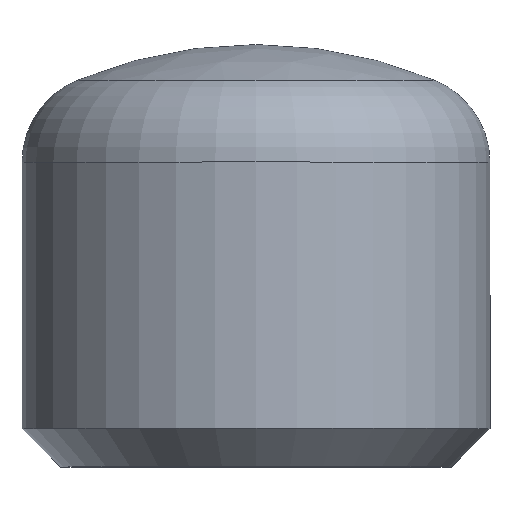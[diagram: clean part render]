
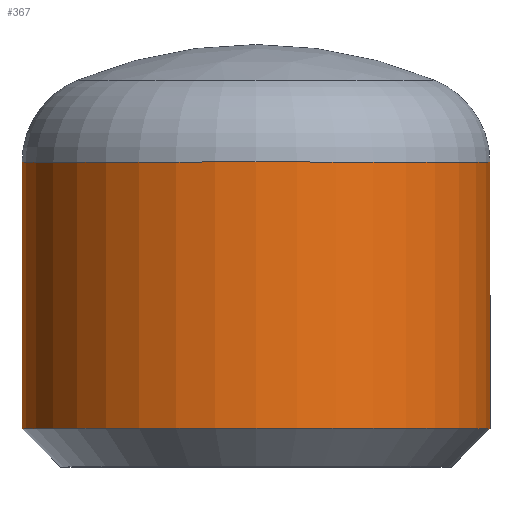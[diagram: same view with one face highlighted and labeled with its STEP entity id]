
A CAD part, top view. The second image highlights one B-rep face of the part: STEP entity #367.
In plain terms, the highlighted cylindrical face has radius 21.1 mm (diameter 42.2 mm), a partial arc.
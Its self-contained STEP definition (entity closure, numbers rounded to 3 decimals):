
#3 = DIRECTION ( 'NONE',  ( 1., 0., 0. ) ) ;
#34 = DIRECTION ( 'NONE',  ( 0., 1., 0. ) ) ;
#36 = DIRECTION ( 'NONE',  ( 0., 1., 0. ) ) ;
#66 = VERTEX_POINT ( 'NONE', #251 ) ;
#80 = EDGE_CURVE ( 'NONE', #66, #421, #186, .T. ) ;
#84 = CARTESIAN_POINT ( 'NONE',  ( 21.1, 3.46, 0. ) ) ;
#85 = EDGE_CURVE ( 'NONE', #66, #454, #286, .T. ) ;
#88 = LINE ( 'NONE', #445, #132 ) ;
#128 = ORIENTED_EDGE ( 'NONE', *, *, #85, .T. ) ;
#132 = VECTOR ( 'NONE', #34, 1000. ) ;
#133 = CYLINDRICAL_SURFACE ( 'NONE', #306, 21.1 ) ;
#138 = DIRECTION ( 'NONE',  ( 0., 1., 0. ) ) ;
#145 = ORIENTED_EDGE ( 'NONE', *, *, #262, .T. ) ;
#152 = CARTESIAN_POINT ( 'NONE',  ( -21.1, 27.475, 0. ) ) ;
#160 = EDGE_CURVE ( 'NONE', #421, #313, #423, .T. ) ;
#163 = ORIENTED_EDGE ( 'NONE', *, *, #160, .F. ) ;
#169 = CARTESIAN_POINT ( 'NONE',  ( 0., 2817.965, 0. ) ) ;
#177 = CARTESIAN_POINT ( 'NONE',  ( -21.1, 2817.965, 0. ) ) ;
#186 = LINE ( 'NONE', #177, #433 ) ;
#210 = DIRECTION ( 'NONE',  ( -1., 0., 0. ) ) ;
#251 = CARTESIAN_POINT ( 'NONE',  ( -21.1, 3.46, 0. ) ) ;
#262 = EDGE_CURVE ( 'NONE', #454, #313, #88, .T. ) ;
#268 = AXIS2_PLACEMENT_3D ( 'NONE', #270, #308, #415 ) ;
#270 = CARTESIAN_POINT ( 'NONE',  ( 0., 27.475, 0. ) ) ;
#286 = CIRCLE ( 'NONE', #436, 21.1 ) ;
#290 = ORIENTED_EDGE ( 'NONE', *, *, #80, .F. ) ;
#306 = AXIS2_PLACEMENT_3D ( 'NONE', #169, #138, #210 ) ;
#308 = DIRECTION ( 'NONE',  ( 0., 1., 0. ) ) ;
#313 = VERTEX_POINT ( 'NONE', #392 ) ;
#336 = DIRECTION ( 'NONE',  ( 0., 1., 0. ) ) ;
#367 = ADVANCED_FACE ( 'NONE', ( #387 ), #133, .T. ) ;
#387 = FACE_OUTER_BOUND ( 'NONE', #448, .T. ) ;
#392 = CARTESIAN_POINT ( 'NONE',  ( 21.1, 27.475, 0. ) ) ;
#415 = DIRECTION ( 'NONE',  ( -1., 0., 0. ) ) ;
#421 = VERTEX_POINT ( 'NONE', #152 ) ;
#423 = CIRCLE ( 'NONE', #268, 21.1 ) ;
#433 = VECTOR ( 'NONE', #336, 1000. ) ;
#436 = AXIS2_PLACEMENT_3D ( 'NONE', #440, #36, #3 ) ;
#440 = CARTESIAN_POINT ( 'NONE',  ( 0., 3.46, 0. ) ) ;
#445 = CARTESIAN_POINT ( 'NONE',  ( 21.1, 2817.965, 0. ) ) ;
#448 = EDGE_LOOP ( 'NONE', ( #128, #145, #163, #290 ) ) ;
#454 = VERTEX_POINT ( 'NONE', #84 ) ;
